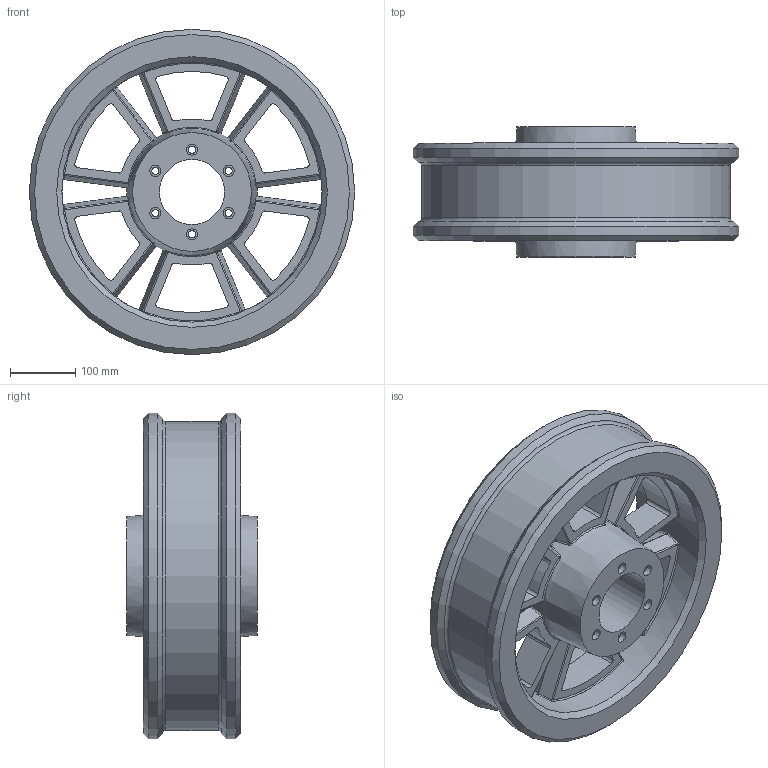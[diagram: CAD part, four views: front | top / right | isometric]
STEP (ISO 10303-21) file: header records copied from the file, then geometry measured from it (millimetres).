
FILE_DESCRIPTION(/* description */ ('STEP AP242','CAx-IF Rec.Pracs.---Representation and Presentation of Product Manufacturing Information (PMI)---4.0---2014-10-13','CAx-IF Rec.Pracs.---3D Tessellated Geometry---0.4---2014-09-14','2;1'),/* implementation_level */ '2;1');
FILE_NAME(/* name */ '66a7d2ed5aa112772ea02267',/* time_stamp */ '2024-07-29T17:35:41Z',/* author */ (''),/* organization */ (''),/* preprocessor_version */ 'ST-DEVELOPER v20',/* originating_system */ ' ',/* authorisation */ ' ');
FILE_SCHEMA (('AP242_MANAGED_MODEL_BASED_3D_ENGINEERING_MIM_LF { 1 0 10303 442 1 1 4 }'));
Length unit declared in the file: metre
Products named in the file (1): Rim
Bounding box: 500 x 200 x 500 mm (x, y, z)
Volume: 14508456.6 mm3; surface area: 955271.4 mm2
Topology: 1 solids, 1 shells, 313 faces, 784 edges, 474 vertices
Faces by surface type: bspline 132, cylinder 89, plane 58, torus 26, cone 8
Full cylindrical faces by diameter (mm): 11 x6, 17.25 x6, 100 x1, 400 x1, 475 x1, 500 x2
Entity records: 10576 total; most frequent: CARTESIAN_POINT 3872, ORIENTED_EDGE 1488, DIRECTION 1276, EDGE_CURVE 744, AXIS2_PLACEMENT_3D 566, VERTEX_POINT 462, EDGE_LOOP 380, FACE_BOUND 380
